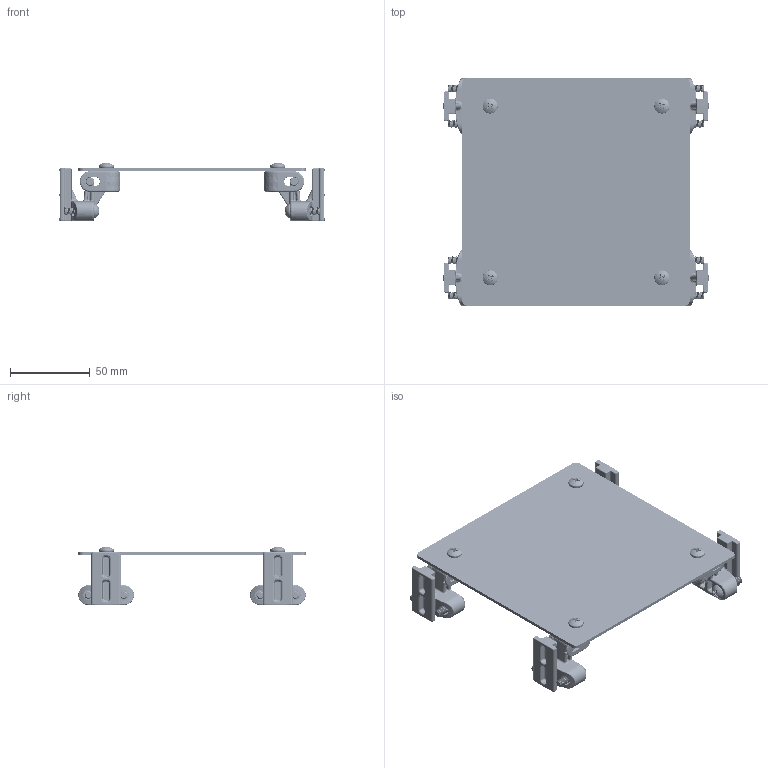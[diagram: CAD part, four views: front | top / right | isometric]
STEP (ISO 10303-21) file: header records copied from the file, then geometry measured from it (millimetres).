
FILE_DESCRIPTION(/* description */ (''),/* implementation_level */ '2;1');
FILE_NAME(/* name */ 'AH66SPK_STP.stp',/* time_stamp */ '2016-08-30T13:39:25-04:00',/* author */ ('dhill'),/* organization */ (''),/* preprocessor_version */ 'ST-DEVELOPER v16.5',/* originating_system */ 'Autodesk Inventor 2017',/* authorisation */ '');
FILE_SCHEMA (('AUTOMOTIVE_DESIGN { 1 0 10303 214 3 1 1 }'));
Length unit declared in the file: inch
Products named in the file (8): ATAH66SPK; BP108; PC806SPK; T_SLOT_MOUNT; T_SLOT_HINGE; RMINS700113; RMSC10-32X3-4RHZN2; RMSC10-32X3-8ZN2
Assembly tree (13 placements, depth 3):
  ATAH66SPK
    BP108
    PC806SPK  x4
      T_SLOT_MOUNT
      T_SLOT_HINGE
      RMINS700113
      RMSC10-32X3-4RHZN2
      RMSC10-32X3-8ZN2
Bounding box: 166.61 x 142.88 x 36.75 mm (x, y, z)
Volume: 91426 mm3; surface area: 80860.8 mm2
Topology: 33 solids, 33 shells, 2226 faces, 5224 edges, 3068 vertices
Faces by surface type: cylinder 796, bspline 612, plane 574, cone 96, sphere 92, torus 56
Full cylindrical faces by diameter (mm): 3.962 x12, 6.35 x16, 6.655 x12, 9.119 x8, 9.474 x4
Entity records: 31113 total; most frequent: CARTESIAN_POINT 19721, ORIENTED_EDGE 2404, DIRECTION 2256, EDGE_CURVE 1202, AXIS2_PLACEMENT_3D 904, VERTEX_POINT 710, EDGE_LOOP 566, FACE_OUTER_BOUND 526
